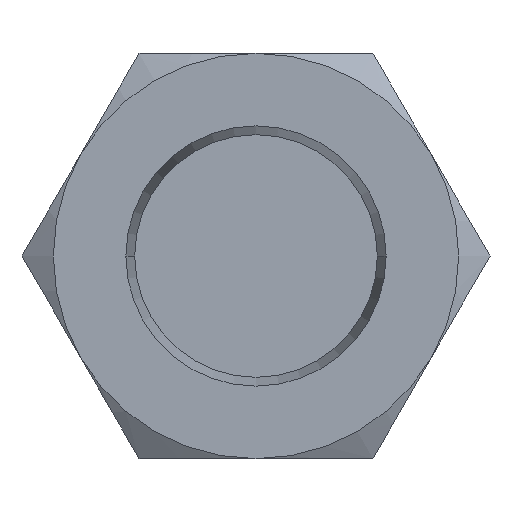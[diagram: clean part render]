
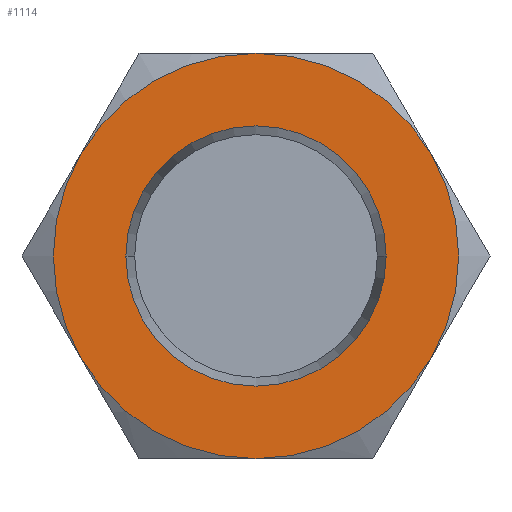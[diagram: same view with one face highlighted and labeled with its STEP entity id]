
A CAD part, front view. The second image highlights one B-rep face of the part: STEP entity #1114.
In plain terms, the highlighted planar face has unit normal (0, -1, 0).
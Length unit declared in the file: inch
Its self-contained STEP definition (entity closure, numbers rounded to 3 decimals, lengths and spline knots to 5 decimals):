
#114=CARTESIAN_POINT('',(0.,0.,0.));
#115=DIRECTION('',(0.,1.,0.));
#116=DIRECTION('',(0.866,0.,-0.5));
#117=AXIS2_PLACEMENT_3D('',#114,#115,#116);
#123=CARTESIAN_POINT('',(0.,0.,0.));
#124=DIRECTION('',(0.,1.,0.));
#125=DIRECTION('',(0.,0.,-1.));
#126=AXIS2_PLACEMENT_3D('',#123,#124,#125);
#131=CARTESIAN_POINT('',(0.,0.,0.));
#132=DIRECTION('',(0.,1.,0.));
#133=DIRECTION('',(-0.866,0.,0.5));
#134=AXIS2_PLACEMENT_3D('',#131,#132,#133);
#139=CARTESIAN_POINT('',(0.,0.,0.));
#140=DIRECTION('',(0.,1.,0.));
#141=DIRECTION('',(0.,0.,1.));
#142=AXIS2_PLACEMENT_3D('',#139,#140,#141);
#147=CARTESIAN_POINT('',(0.,0.,0.));
#148=DIRECTION('',(0.,-1.,0.));
#149=DIRECTION('',(0.866,0.,-0.5));
#150=AXIS2_PLACEMENT_3D('',#147,#148,#149);
#846=CARTESIAN_POINT('',(0.,0.,0.));
#847=DIRECTION('',(0.,-1.,0.));
#848=DIRECTION('',(-0.866,0.,0.5));
#849=AXIS2_PLACEMENT_3D('',#846,#847,#848);
#909=CARTESIAN_POINT('',(0.,0.,0.));
#910=DIRECTION('',(0.,1.,0.));
#911=DIRECTION('',(-1.,0.,0.));
#912=AXIS2_PLACEMENT_3D('',#909,#910,#911);
#939=CARTESIAN_POINT('',(0.,0.,0.));
#940=DIRECTION('',(0.,1.,0.));
#941=DIRECTION('',(1.,0.,0.));
#942=AXIS2_PLACEMENT_3D('',#939,#940,#941);
#993=CARTESIAN_POINT('',(0.40703,0.,-0.235));
#994=CARTESIAN_POINT('',(0.,0.,-0.47));
#995=VERTEX_POINT('',#993);
#996=VERTEX_POINT('',#994);
#997=CARTESIAN_POINT('',(-0.40703,0.,-0.235));
#998=VERTEX_POINT('',#997);
#999=CARTESIAN_POINT('',(-0.40703,0.,0.235));
#1000=CARTESIAN_POINT('',(0.,0.,0.47));
#1001=VERTEX_POINT('',#999);
#1002=VERTEX_POINT('',#1000);
#1003=CARTESIAN_POINT('',(0.40703,0.,0.235));
#1004=VERTEX_POINT('',#1003);
#1081=CARTESIAN_POINT('',(0.30187,0.,0.));
#1082=CARTESIAN_POINT('',(-0.30187,0.,0.));
#1083=VERTEX_POINT('',#1081);
#1084=VERTEX_POINT('',#1082);
#1089=CARTESIAN_POINT('',(0.,0.,0.));
#1090=DIRECTION('',(0.,1.,0.));
#1091=DIRECTION('',(-1.,0.,0.));
#1092=AXIS2_PLACEMENT_3D('',#1089,#1090,#1091);
#1093=PLANE('',#1092);
#1095=ORIENTED_EDGE('',*,*,#1094,.F.);
#1097=ORIENTED_EDGE('',*,*,#1096,.T.);
#1099=ORIENTED_EDGE('',*,*,#1098,.T.);
#1101=ORIENTED_EDGE('',*,*,#1100,.F.);
#1103=ORIENTED_EDGE('',*,*,#1102,.T.);
#1105=ORIENTED_EDGE('',*,*,#1104,.T.);
#1106=EDGE_LOOP('',(#1095,#1097,#1099,#1101,#1103,#1105));
#1107=FACE_OUTER_BOUND('',#1106,.F.);
#1109=ORIENTED_EDGE('',*,*,#1108,.F.);
#1111=ORIENTED_EDGE('',*,*,#1110,.F.);
#1112=EDGE_LOOP('',(#1109,#1111));
#1113=FACE_BOUND('',#1112,.F.);
#1114=ADVANCED_FACE('',(#1107,#1113),#1093,.F.);
#118=CIRCLE('',#117,0.47);
#127=CIRCLE('',#126,0.47);
#135=CIRCLE('',#134,0.47);
#143=CIRCLE('',#142,0.47);
#151=CIRCLE('',#150,0.47);
#850=CIRCLE('',#849,0.47);
#913=CIRCLE('',#912,0.30187);
#943=CIRCLE('',#942,0.30187);
#1094=EDGE_CURVE('',#995,#1004,#151,.T.);
#1096=EDGE_CURVE('',#995,#996,#118,.T.);
#1098=EDGE_CURVE('',#996,#998,#127,.T.);
#1100=EDGE_CURVE('',#1001,#998,#850,.T.);
#1102=EDGE_CURVE('',#1001,#1002,#135,.T.);
#1104=EDGE_CURVE('',#1002,#1004,#143,.T.);
#1108=EDGE_CURVE('',#1084,#1083,#913,.T.);
#1110=EDGE_CURVE('',#1083,#1084,#943,.T.);
